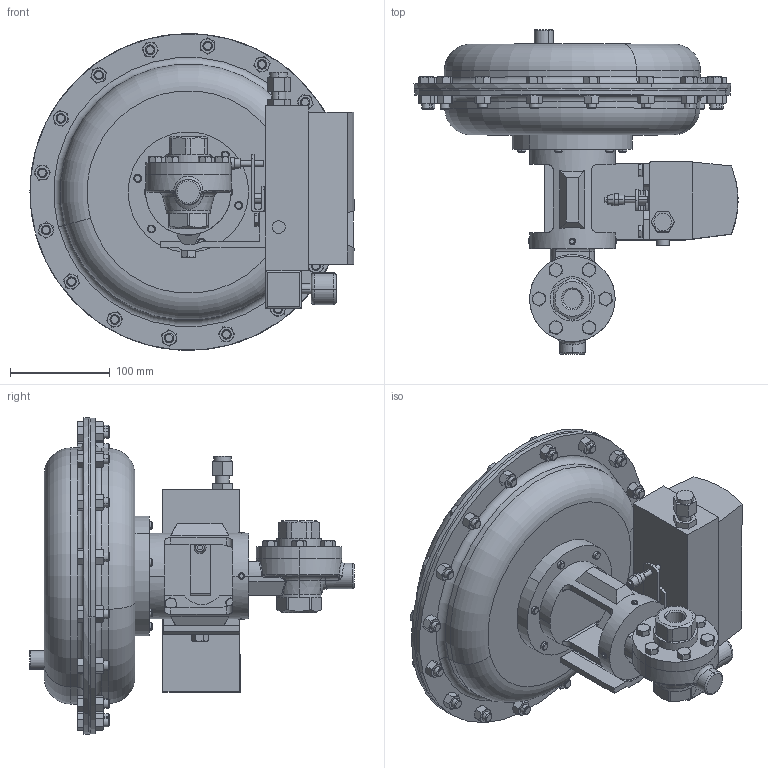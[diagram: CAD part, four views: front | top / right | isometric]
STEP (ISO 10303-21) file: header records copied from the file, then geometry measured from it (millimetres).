
FILE_DESCRIPTION (( 'STEP AP203' ), '1' );
FILE_NAME ('70SP-050-CS+S6-PT-55M-16IQ.STEP', '2017-09-11T13:45:05', ( '' ), ( '' ), 'SwSTEP 2.0', 'SolidWorks 2014', '' );
FILE_SCHEMA (( 'CONFIG_CONTROL_DESIGN' ));
Products named in the file (1): 70SP-050-CS+S6-PT-55M-16IQ
Bounding box: 324.83 x 325.25 x 317.5 mm (x, y, z)
Volume: 6814196.8 mm3; surface area: 401128.2 mm2
Topology: 1 solids, 1 shells, 1097 faces, 2534 edges, 1529 vertices
Faces by surface type: plane 478, cone 401, cylinder 170, torus 26, bspline 18, sphere 4
Entity records: 34933 total; most frequent: CARTESIAN_POINT 11236, ORIENTED_EDGE 5056, DIRECTION 4651, EDGE_CURVE 2528, AXIS2_PLACEMENT_3D 1852, VERTEX_POINT 1529, EDGE_LOOP 1197, ADVANCED_FACE 1097
